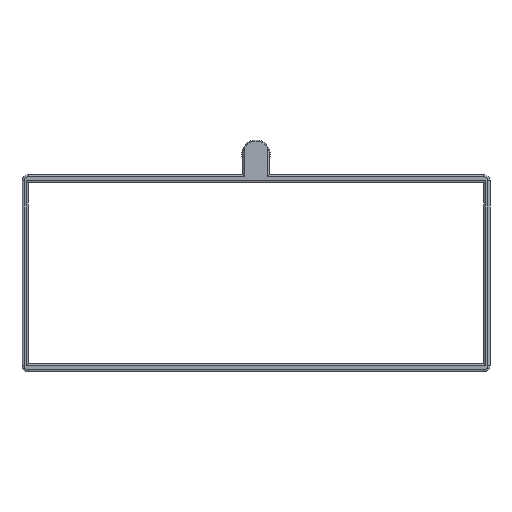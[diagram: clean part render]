
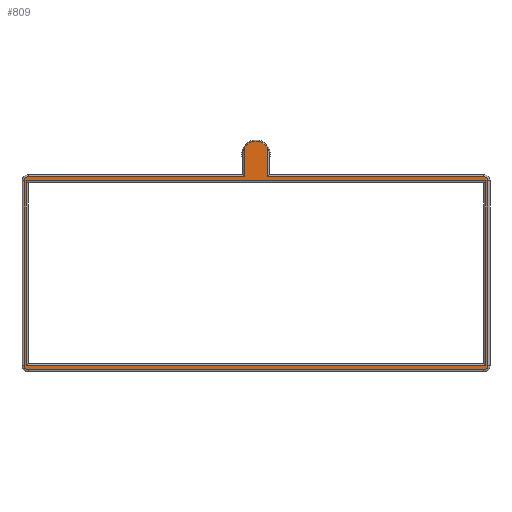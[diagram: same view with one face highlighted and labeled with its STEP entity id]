
A CAD part, front view. The second image highlights one B-rep face of the part: STEP entity #809.
In plain terms, the highlighted planar face has unit normal (0, -1, 0).
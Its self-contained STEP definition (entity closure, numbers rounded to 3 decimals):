
#37=FACE_BOUND('',#148,.T.);
#47=PLANE('',#915);
#97=FACE_OUTER_BOUND('',#147,.T.);
#147=EDGE_LOOP('',(#680,#681,#682,#683,#684,#685,#686,#687,#688,#689,#690,
#691));
#148=EDGE_LOOP('',(#692,#693,#694,#695));
#176=LINE('',#1297,#238);
#178=LINE('',#1306,#240);
#179=LINE('',#1318,#241);
#181=LINE('',#1330,#243);
#183=LINE('',#1342,#245);
#185=LINE('',#1351,#247);
#187=LINE('',#1355,#249);
#202=LINE('',#1424,#264);
#204=LINE('',#1432,#266);
#206=LINE('',#1438,#268);
#209=LINE('',#1444,#271);
#238=VECTOR('',#1010,10.);
#240=VECTOR('',#1018,10.);
#241=VECTOR('',#1033,10.);
#243=VECTOR('',#1047,10.);
#245=VECTOR('',#1061,10.);
#247=VECTOR('',#1073,10.);
#249=VECTOR('',#1077,10.);
#264=VECTOR('',#1120,10.);
#266=VECTOR('',#1128,10.);
#268=VECTOR('',#1134,10.);
#271=VECTOR('',#1141,10.);
#304=CIRCLE('',#870,2.);
#308=CIRCLE('',#876,2.);
#312=CIRCLE('',#882,2.);
#316=CIRCLE('',#888,2.);
#320=CIRCLE('',#902,6.5);
#350=VERTEX_POINT('',#1265);
#351=VERTEX_POINT('',#1296);
#354=VERTEX_POINT('',#1303);
#355=VERTEX_POINT('',#1305);
#357=VERTEX_POINT('',#1310);
#359=VERTEX_POINT('',#1316);
#361=VERTEX_POINT('',#1322);
#363=VERTEX_POINT('',#1328);
#365=VERTEX_POINT('',#1334);
#367=VERTEX_POINT('',#1340);
#369=VERTEX_POINT('',#1346);
#370=VERTEX_POINT('',#1354);
#375=VERTEX_POINT('',#1422);
#376=VERTEX_POINT('',#1423);
#379=VERTEX_POINT('',#1431);
#381=VERTEX_POINT('',#1437);
#430=EDGE_CURVE('',#350,#351,#176,.T.);
#434=EDGE_CURVE('',#354,#355,#178,.T.);
#437=EDGE_CURVE('',#357,#354,#304,.T.);
#440=EDGE_CURVE('',#359,#357,#179,.T.);
#443=EDGE_CURVE('',#361,#359,#308,.T.);
#446=EDGE_CURVE('',#363,#361,#181,.T.);
#449=EDGE_CURVE('',#365,#363,#312,.T.);
#452=EDGE_CURVE('',#367,#365,#183,.T.);
#455=EDGE_CURVE('',#369,#367,#316,.T.);
#457=EDGE_CURVE('',#351,#369,#185,.T.);
#459=EDGE_CURVE('',#355,#370,#187,.T.);
#475=EDGE_CURVE('',#350,#370,#320,.T.);
#478=EDGE_CURVE('',#375,#376,#202,.T.);
#482=EDGE_CURVE('',#376,#379,#204,.T.);
#485=EDGE_CURVE('',#379,#381,#206,.T.);
#489=EDGE_CURVE('',#381,#375,#209,.T.);
#680=ORIENTED_EDGE('',*,*,#430,.F.);
#681=ORIENTED_EDGE('',*,*,#475,.T.);
#682=ORIENTED_EDGE('',*,*,#459,.F.);
#683=ORIENTED_EDGE('',*,*,#434,.F.);
#684=ORIENTED_EDGE('',*,*,#437,.F.);
#685=ORIENTED_EDGE('',*,*,#440,.F.);
#686=ORIENTED_EDGE('',*,*,#443,.F.);
#687=ORIENTED_EDGE('',*,*,#446,.F.);
#688=ORIENTED_EDGE('',*,*,#449,.F.);
#689=ORIENTED_EDGE('',*,*,#452,.F.);
#690=ORIENTED_EDGE('',*,*,#455,.F.);
#691=ORIENTED_EDGE('',*,*,#457,.F.);
#692=ORIENTED_EDGE('',*,*,#478,.F.);
#693=ORIENTED_EDGE('',*,*,#489,.F.);
#694=ORIENTED_EDGE('',*,*,#485,.F.);
#695=ORIENTED_EDGE('',*,*,#482,.F.);
#809=ADVANCED_FACE('',(#97,#37),#47,.T.);
#870=AXIS2_PLACEMENT_3D('',#1312,#1025,#1026);
#876=AXIS2_PLACEMENT_3D('',#1324,#1039,#1040);
#882=AXIS2_PLACEMENT_3D('',#1336,#1053,#1054);
#888=AXIS2_PLACEMENT_3D('',#1348,#1067,#1068);
#902=AXIS2_PLACEMENT_3D('',#1416,#1110,#1111);
#915=AXIS2_PLACEMENT_3D('',#1455,#1151,#1152);
#1010=DIRECTION('',(0.,0.,-1.));
#1018=DIRECTION('',(1.,0.,0.));
#1025=DIRECTION('center_axis',(0.,1.,0.));
#1026=DIRECTION('ref_axis',(-0.707,0.,0.707));
#1033=DIRECTION('',(0.,0.,1.));
#1039=DIRECTION('center_axis',(0.,1.,0.));
#1040=DIRECTION('ref_axis',(-0.707,0.,-0.707));
#1047=DIRECTION('',(-1.,0.,0.));
#1053=DIRECTION('center_axis',(0.,1.,0.));
#1054=DIRECTION('ref_axis',(0.707,0.,-0.707));
#1061=DIRECTION('',(0.,0.,-1.));
#1067=DIRECTION('center_axis',(0.,1.,0.));
#1068=DIRECTION('ref_axis',(0.707,0.,0.707));
#1073=DIRECTION('',(1.,0.,0.));
#1077=DIRECTION('',(0.,0.,1.));
#1110=DIRECTION('center_axis',(0.,-1.,0.));
#1111=DIRECTION('ref_axis',(0.37,0.,0.929));
#1120=DIRECTION('',(-1.,0.,0.));
#1128=DIRECTION('',(0.,0.,-1.));
#1134=DIRECTION('',(1.,0.,0.));
#1141=DIRECTION('',(0.,0.,1.));
#1151=DIRECTION('center_axis',(0.,-1.,0.));
#1152=DIRECTION('ref_axis',(1.,0.,0.));
#1265=CARTESIAN_POINT('',(5.5,-14.375,3.464));
#1296=CARTESIAN_POINT('',(5.5,-14.375,-11.));
#1297=CARTESIAN_POINT('',(5.5,-14.375,-30.1));
#1303=CARTESIAN_POINT('',(-112.,-14.375,-11.));
#1305=CARTESIAN_POINT('',(-5.5,-14.375,-11.));
#1306=CARTESIAN_POINT('',(-3.25,-14.375,-11.));
#1310=CARTESIAN_POINT('',(-114.,-14.375,-13.));
#1312=CARTESIAN_POINT('Origin',(-112.,-14.375,-13.));
#1316=CARTESIAN_POINT('',(-114.,-14.375,-103.9));
#1318=CARTESIAN_POINT('',(-114.,-14.375,-30.1));
#1322=CARTESIAN_POINT('',(-112.,-14.375,-105.9));
#1324=CARTESIAN_POINT('Origin',(-112.,-14.375,-103.9));
#1328=CARTESIAN_POINT('',(112.,-14.375,-105.9));
#1330=CARTESIAN_POINT('',(-57.5,-14.375,-105.9));
#1334=CARTESIAN_POINT('',(114.,-14.375,-103.9));
#1336=CARTESIAN_POINT('Origin',(112.,-14.375,-103.9));
#1340=CARTESIAN_POINT('',(114.,-14.375,-13.));
#1342=CARTESIAN_POINT('',(114.,-14.375,-78.55));
#1346=CARTESIAN_POINT('',(112.,-14.375,-11.));
#1348=CARTESIAN_POINT('Origin',(112.,-14.375,-13.));
#1351=CARTESIAN_POINT('',(57.5,-14.375,-11.));
#1354=CARTESIAN_POINT('',(-5.5,-14.375,3.464));
#1355=CARTESIAN_POINT('',(-5.5,-14.375,-25.079));
#1416=CARTESIAN_POINT('Origin',(0.,-14.375,
0.));
#1422=CARTESIAN_POINT('',(113.,-14.375,-13.));
#1423=CARTESIAN_POINT('',(-113.,-14.375,-13.));
#1424=CARTESIAN_POINT('',(-56.,-14.375,-13.));
#1431=CARTESIAN_POINT('',(-113.,-14.375,-103.9));
#1432=CARTESIAN_POINT('',(-113.,-14.375,-76.55));
#1437=CARTESIAN_POINT('',(113.,-14.375,-103.9));
#1438=CARTESIAN_POINT('',(56.,-14.375,-103.9));
#1444=CARTESIAN_POINT('',(113.,-14.375,-32.1));
#1455=CARTESIAN_POINT('Origin',(0.,-14.375,-50.2));
